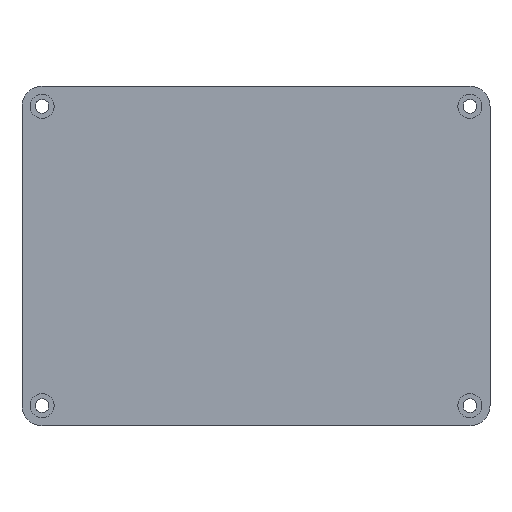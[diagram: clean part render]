
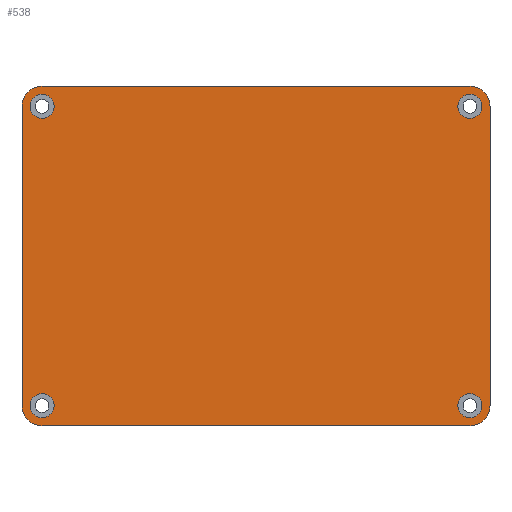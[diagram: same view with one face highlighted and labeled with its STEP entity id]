
A CAD part, front view. The second image highlights one B-rep face of the part: STEP entity #538.
In plain terms, the highlighted planar face has unit normal (0, -1, 0).
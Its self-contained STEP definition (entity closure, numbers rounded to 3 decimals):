
#23=FACE_BOUND('',#105,.T.);
#24=FACE_BOUND('',#106,.T.);
#25=FACE_BOUND('',#107,.T.);
#26=FACE_BOUND('',#108,.T.);
#44=PLANE('',#603);
#70=FACE_OUTER_BOUND('',#104,.T.);
#104=EDGE_LOOP('',(#469,#470,#471,#472,#473,#474,#475,#476));
#105=EDGE_LOOP('',(#477));
#106=EDGE_LOOP('',(#478));
#107=EDGE_LOOP('',(#479));
#108=EDGE_LOOP('',(#480));
#135=LINE('',#830,#183);
#140=LINE('',#844,#188);
#163=LINE('',#906,#211);
#164=LINE('',#908,#212);
#183=VECTOR('',#659,10.);
#188=VECTOR('',#674,10.);
#211=VECTOR('',#741,10.);
#212=VECTOR('',#744,10.);
#218=CIRCLE('',#564,5.);
#226=CIRCLE('',#575,5.);
#227=CIRCLE('',#577,5.);
#228=CIRCLE('',#580,5.);
#230=CIRCLE('',#589,3.);
#232=CIRCLE('',#592,3.);
#234=CIRCLE('',#595,3.);
#236=CIRCLE('',#598,3.);
#243=VERTEX_POINT('',#785);
#244=VERTEX_POINT('',#787);
#263=VERTEX_POINT('',#829);
#264=VERTEX_POINT('',#833);
#265=VERTEX_POINT('',#837);
#266=VERTEX_POINT('',#839);
#267=VERTEX_POINT('',#843);
#268=VERTEX_POINT('',#847);
#278=VERTEX_POINT('',#882);
#280=VERTEX_POINT('',#888);
#282=VERTEX_POINT('',#894);
#284=VERTEX_POINT('',#900);
#291=EDGE_CURVE('',#243,#244,#218,.T.);
#312=EDGE_CURVE('',#263,#244,#135,.T.);
#314=EDGE_CURVE('',#263,#264,#226,.T.);
#317=EDGE_CURVE('',#265,#266,#227,.T.);
#319=EDGE_CURVE('',#267,#266,#140,.T.);
#321=EDGE_CURVE('',#267,#268,#228,.T.);
#340=EDGE_CURVE('',#278,#278,#230,.T.);
#343=EDGE_CURVE('',#280,#280,#232,.T.);
#346=EDGE_CURVE('',#282,#282,#234,.T.);
#349=EDGE_CURVE('',#284,#284,#236,.T.);
#351=EDGE_CURVE('',#243,#268,#163,.T.);
#352=EDGE_CURVE('',#265,#264,#164,.T.);
#469=ORIENTED_EDGE('',*,*,#291,.F.);
#470=ORIENTED_EDGE('',*,*,#351,.T.);
#471=ORIENTED_EDGE('',*,*,#321,.F.);
#472=ORIENTED_EDGE('',*,*,#319,.T.);
#473=ORIENTED_EDGE('',*,*,#317,.F.);
#474=ORIENTED_EDGE('',*,*,#352,.T.);
#475=ORIENTED_EDGE('',*,*,#314,.F.);
#476=ORIENTED_EDGE('',*,*,#312,.T.);
#477=ORIENTED_EDGE('',*,*,#349,.F.);
#478=ORIENTED_EDGE('',*,*,#346,.F.);
#479=ORIENTED_EDGE('',*,*,#343,.F.);
#480=ORIENTED_EDGE('',*,*,#340,.F.);
#538=ADVANCED_FACE('',(#70,#23,#24,#25,#26),#44,.F.);
#564=AXIS2_PLACEMENT_3D('',#788,#626,#627);
#575=AXIS2_PLACEMENT_3D('',#834,#663,#664);
#577=AXIS2_PLACEMENT_3D('',#840,#669,#670);
#580=AXIS2_PLACEMENT_3D('',#848,#678,#679);
#589=AXIS2_PLACEMENT_3D('',#884,#713,#714);
#592=AXIS2_PLACEMENT_3D('',#890,#720,#721);
#595=AXIS2_PLACEMENT_3D('',#896,#727,#728);
#598=AXIS2_PLACEMENT_3D('',#902,#734,#735);
#603=AXIS2_PLACEMENT_3D('',#910,#747,#748);
#626=DIRECTION('center_axis',(0.,1.,0.));
#627=DIRECTION('ref_axis',(-0.707,0.,-0.707));
#659=DIRECTION('',(0.,0.,-1.));
#663=DIRECTION('center_axis',(0.,1.,0.));
#664=DIRECTION('ref_axis',(-0.707,0.,0.707));
#669=DIRECTION('center_axis',(0.,1.,0.));
#670=DIRECTION('ref_axis',(0.707,0.,0.707));
#674=DIRECTION('',(0.,0.,1.));
#678=DIRECTION('center_axis',(0.,1.,0.));
#679=DIRECTION('ref_axis',(0.707,0.,-0.707));
#713=DIRECTION('center_axis',(0.,-1.,0.));
#714=DIRECTION('ref_axis',(1.,0.,0.));
#720=DIRECTION('center_axis',(0.,-1.,0.));
#721=DIRECTION('ref_axis',(1.,0.,0.));
#727=DIRECTION('center_axis',(0.,-1.,0.));
#728=DIRECTION('ref_axis',(1.,0.,0.));
#734=DIRECTION('center_axis',(0.,-1.,0.));
#735=DIRECTION('ref_axis',(1.,0.,0.));
#741=DIRECTION('',(1.,0.,0.));
#744=DIRECTION('',(-1.,0.,0.));
#747=DIRECTION('center_axis',(0.,1.,0.));
#748=DIRECTION('ref_axis',(1.,0.,0.));
#785=CARTESIAN_POINT('',(-5.,0.,-74.5));
#787=CARTESIAN_POINT('',(-10.,0.,-69.5));
#788=CARTESIAN_POINT('Origin',(-5.,0.,-69.5));
#829=CARTESIAN_POINT('',(-10.,0.,5.));
#830=CARTESIAN_POINT('',(-10.,0.,10.));
#833=CARTESIAN_POINT('',(-5.,0.,10.));
#834=CARTESIAN_POINT('Origin',(-5.,0.,5.));
#837=CARTESIAN_POINT('',(101.5,0.,10.));
#839=CARTESIAN_POINT('',(106.5,0.,5.));
#840=CARTESIAN_POINT('Origin',(101.5,0.,5.));
#843=CARTESIAN_POINT('',(106.5,0.,-69.5));
#844=CARTESIAN_POINT('',(106.5,0.,-74.5));
#847=CARTESIAN_POINT('',(101.5,0.,-74.5));
#848=CARTESIAN_POINT('Origin',(101.5,0.,-69.5));
#882=CARTESIAN_POINT('',(98.5,0.,-69.5));
#884=CARTESIAN_POINT('Origin',(101.5,0.,-69.5));
#888=CARTESIAN_POINT('',(-8.,0.,5.));
#890=CARTESIAN_POINT('Origin',(-5.,0.,5.));
#894=CARTESIAN_POINT('',(-8.,0.,-69.5));
#896=CARTESIAN_POINT('Origin',(-5.,0.,-69.5));
#900=CARTESIAN_POINT('',(98.5,0.,5.));
#902=CARTESIAN_POINT('Origin',(101.5,0.,5.));
#906=CARTESIAN_POINT('',(-10.,0.,-74.5));
#908=CARTESIAN_POINT('',(106.5,0.,10.));
#910=CARTESIAN_POINT('Origin',(48.25,0.,-32.25));
